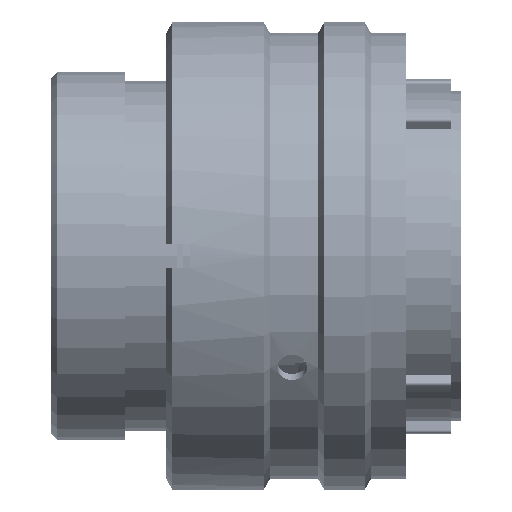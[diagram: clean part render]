
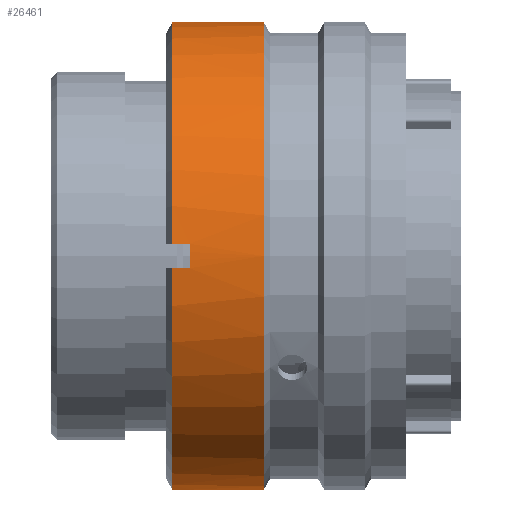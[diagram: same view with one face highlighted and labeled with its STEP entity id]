
A CAD part, front view. The second image highlights one B-rep face of the part: STEP entity #26461.
In plain terms, the highlighted cylindrical face has radius 19.05 mm (diameter 38.1 mm), a partial arc.
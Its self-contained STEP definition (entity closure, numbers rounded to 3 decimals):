
#393 = DIRECTION ( 'NONE',  ( 1., 0., 0. ) ) ;
#1760 = VECTOR ( 'NONE', #393, 1000. ) ;
#1974 = CARTESIAN_POINT ( 'NONE',  ( 14.157, -0.793, 18.579 ) ) ;
#4340 = ORIENTED_EDGE ( 'NONE', *, *, #15320, .F. ) ;
#5985 = ORIENTED_EDGE ( 'NONE', *, *, #63747, .T. ) ;
#6105 = FACE_OUTER_BOUND ( 'NONE', #54212, .T. ) ;
#11932 = EDGE_CURVE ( 'NONE', #148277, #187884, #129632, .T. ) ;
#12868 = ORIENTED_EDGE ( 'NONE', *, *, #18676, .T. ) ;
#13263 = CARTESIAN_POINT ( 'NONE',  ( 14.157, -19.817, -1.471 ) ) ;
#13417 = DIRECTION ( 'NONE',  ( 1., 0., 0. ) ) ;
#15014 = VECTOR ( 'NONE', #179912, 1000. ) ;
#15320 = EDGE_CURVE ( 'NONE', #202366, #90914, #75644, .T. ) ;
#16816 = CARTESIAN_POINT ( 'NONE',  ( -4.893, -0.793, -0.471 ) ) ;
#18676 = EDGE_CURVE ( 'NONE', #140283, #90914, #147599, .T. ) ;
#20417 = DIRECTION ( 'NONE',  ( 1., 0., 0. ) ) ;
#20893 = CARTESIAN_POINT ( 'NONE',  ( -3.493, -1.793, 18.552 ) ) ;
#26461 = ADVANCED_FACE ( 'NONE', ( #6105 ), #31801, .T. ) ;
#29604 = LINE ( 'NONE', #1974, #72429 ) ;
#31801 = CYLINDRICAL_SURFACE ( 'NONE', #131123, 19.05 ) ;
#34565 = CARTESIAN_POINT ( 'NONE',  ( -3.493, -0.793, -0.471 ) ) ;
#35007 = CARTESIAN_POINT ( 'NONE',  ( 2.527, -0.793, 18.579 ) ) ;
#35094 = DIRECTION ( 'NONE',  ( 0., 0., -1. ) ) ;
#42997 = CARTESIAN_POINT ( 'NONE',  ( -3.493, -0.793, -0.471 ) ) ;
#52956 = DIRECTION ( 'NONE',  ( 0., 0., 1. ) ) ;
#54040 = EDGE_CURVE ( 'NONE', #87737, #202366, #29604, .T. ) ;
#54212 = EDGE_LOOP ( 'NONE', ( #81833, #60839, #179704, #5985, #119494, #162479, #214692, #123130, #204727, #187688, #12868, #4340 ) ) ;
#54990 = VECTOR ( 'NONE', #87003, 1000. ) ;
#59604 = LINE ( 'NONE', #13263, #108116 ) ;
#59803 = CARTESIAN_POINT ( 'NONE',  ( -4.893, -1.793, -19.495 ) ) ;
#60808 = VERTEX_POINT ( 'NONE', #71479 ) ;
#60839 = ORIENTED_EDGE ( 'NONE', *, *, #181933, .T. ) ;
#61339 = DIRECTION ( 'NONE',  ( 0., 0., 1. ) ) ;
#63747 = EDGE_CURVE ( 'NONE', #204652, #60808, #66966, .T. ) ;
#64402 = CARTESIAN_POINT ( 'NONE',  ( 2.527, -0.793, -19.521 ) ) ;
#66966 = CIRCLE ( 'NONE', #180863, 19.05 ) ;
#71479 = CARTESIAN_POINT ( 'NONE',  ( -4.893, -19.817, 0.529 ) ) ;
#72429 = VECTOR ( 'NONE', #20417, 1000. ) ;
#75644 = CIRCLE ( 'NONE', #142806, 19.05 ) ;
#76543 = DIRECTION ( 'NONE',  ( 1., 0., 0. ) ) ;
#81833 = ORIENTED_EDGE ( 'NONE', *, *, #54040, .F. ) ;
#87003 = DIRECTION ( 'NONE',  ( -1., 0., 0. ) ) ;
#87737 = VERTEX_POINT ( 'NONE', #104185 ) ;
#88657 = CARTESIAN_POINT ( 'NONE',  ( 14.157, -19.817, 0.529 ) ) ;
#89077 = VERTEX_POINT ( 'NONE', #170006 ) ;
#89882 = EDGE_CURVE ( 'NONE', #187884, #230997, #114208, .T. ) ;
#90914 = VERTEX_POINT ( 'NONE', #64402 ) ;
#91038 = CARTESIAN_POINT ( 'NONE',  ( -4.893, -19.817, -1.471 ) ) ;
#104185 = CARTESIAN_POINT ( 'NONE',  ( -3.493, -0.793, 18.579 ) ) ;
#107272 = AXIS2_PLACEMENT_3D ( 'NONE', #109229, #237363, #127734 ) ;
#108116 = VECTOR ( 'NONE', #160257, 1000. ) ;
#109229 = CARTESIAN_POINT ( 'NONE',  ( -3.493, -0.793, -0.471 ) ) ;
#109512 = EDGE_CURVE ( 'NONE', #89077, #199362, #234312, .T. ) ;
#109797 = CARTESIAN_POINT ( 'NONE',  ( 14.157, -0.793, -19.521 ) ) ;
#114208 = LINE ( 'NONE', #231223, #162914 ) ;
#119494 = ORIENTED_EDGE ( 'NONE', *, *, #169625, .T. ) ;
#122882 = CARTESIAN_POINT ( 'NONE',  ( -4.893, -0.793, -0.471 ) ) ;
#123130 = ORIENTED_EDGE ( 'NONE', *, *, #11932, .T. ) ;
#127734 = DIRECTION ( 'NONE',  ( 0., 0., 1. ) ) ;
#129632 = CIRCLE ( 'NONE', #232222, 19.05 ) ;
#131123 = AXIS2_PLACEMENT_3D ( 'NONE', #171959, #190352, #154263 ) ;
#131339 = CARTESIAN_POINT ( 'NONE',  ( -3.493, -1.793, -19.495 ) ) ;
#136365 = AXIS2_PLACEMENT_3D ( 'NONE', #42997, #170972, #61339 ) ;
#140283 = VERTEX_POINT ( 'NONE', #192161 ) ;
#141245 = DIRECTION ( 'NONE',  ( 0., 0., -1. ) ) ;
#142806 = AXIS2_PLACEMENT_3D ( 'NONE', #186130, #76543, #204514 ) ;
#144584 = DIRECTION ( 'NONE',  ( 1., 0., 0. ) ) ;
#147599 = LINE ( 'NONE', #109797, #1760 ) ;
#148277 = VERTEX_POINT ( 'NONE', #91038 ) ;
#152188 = LINE ( 'NONE', #214273, #54990 ) ;
#154263 = DIRECTION ( 'NONE',  ( 0., 0., -1. ) ) ;
#160257 = DIRECTION ( 'NONE',  ( -1., 0., 0. ) ) ;
#162455 = DIRECTION ( 'NONE',  ( 1., 0., 0. ) ) ;
#162479 = ORIENTED_EDGE ( 'NONE', *, *, #109512, .T. ) ;
#162914 = VECTOR ( 'NONE', #230439, 1000. ) ;
#169625 = EDGE_CURVE ( 'NONE', #60808, #89077, #209592, .T. ) ;
#170006 = CARTESIAN_POINT ( 'NONE',  ( -3.493, -19.817, 0.529 ) ) ;
#170972 = DIRECTION ( 'NONE',  ( 1., 0., 0. ) ) ;
#171959 = CARTESIAN_POINT ( 'NONE',  ( 14.157, -0.793, -0.471 ) ) ;
#177277 = EDGE_CURVE ( 'NONE', #194370, #204652, #152188, .T. ) ;
#179704 = ORIENTED_EDGE ( 'NONE', *, *, #177277, .T. ) ;
#179912 = DIRECTION ( 'NONE',  ( 1., 0., 0. ) ) ;
#180288 = CARTESIAN_POINT ( 'NONE',  ( -4.893, -1.793, 18.552 ) ) ;
#180863 = AXIS2_PLACEMENT_3D ( 'NONE', #122882, #13417, #141245 ) ;
#181933 = EDGE_CURVE ( 'NONE', #87737, #194370, #188352, .T. ) ;
#186130 = CARTESIAN_POINT ( 'NONE',  ( 2.527, -0.793, -0.471 ) ) ;
#186172 = AXIS2_PLACEMENT_3D ( 'NONE', #34565, #162455, #52956 ) ;
#187688 = ORIENTED_EDGE ( 'NONE', *, *, #199083, .T. ) ;
#187884 = VERTEX_POINT ( 'NONE', #59803 ) ;
#188352 = CIRCLE ( 'NONE', #136365, 19.05 ) ;
#190352 = DIRECTION ( 'NONE',  ( 1., 0., 0. ) ) ;
#192161 = CARTESIAN_POINT ( 'NONE',  ( -3.493, -0.793, -19.521 ) ) ;
#194370 = VERTEX_POINT ( 'NONE', #20893 ) ;
#197924 = CIRCLE ( 'NONE', #186172, 19.05 ) ;
#199083 = EDGE_CURVE ( 'NONE', #230997, #140283, #197924, .T. ) ;
#199362 = VERTEX_POINT ( 'NONE', #206481 ) ;
#202366 = VERTEX_POINT ( 'NONE', #35007 ) ;
#204514 = DIRECTION ( 'NONE',  ( 0., 0., -1. ) ) ;
#204652 = VERTEX_POINT ( 'NONE', #180288 ) ;
#204727 = ORIENTED_EDGE ( 'NONE', *, *, #89882, .T. ) ;
#206481 = CARTESIAN_POINT ( 'NONE',  ( -3.493, -19.817, -1.471 ) ) ;
#209592 = LINE ( 'NONE', #88657, #15014 ) ;
#211250 = EDGE_CURVE ( 'NONE', #199362, #148277, #59604, .T. ) ;
#214273 = CARTESIAN_POINT ( 'NONE',  ( 14.157, -1.793, 18.552 ) ) ;
#214692 = ORIENTED_EDGE ( 'NONE', *, *, #211250, .T. ) ;
#230439 = DIRECTION ( 'NONE',  ( 1., 0., 0. ) ) ;
#230997 = VERTEX_POINT ( 'NONE', #131339 ) ;
#231223 = CARTESIAN_POINT ( 'NONE',  ( 14.157, -1.793, -19.495 ) ) ;
#232222 = AXIS2_PLACEMENT_3D ( 'NONE', #16816, #144584, #35094 ) ;
#234312 = CIRCLE ( 'NONE', #107272, 19.05 ) ;
#237363 = DIRECTION ( 'NONE',  ( 1., 0., 0. ) ) ;
